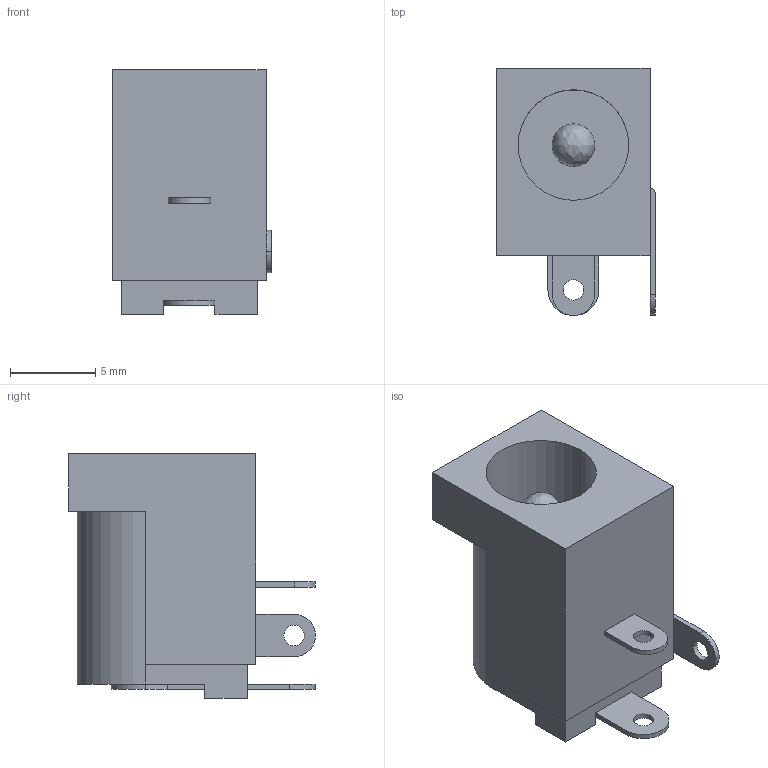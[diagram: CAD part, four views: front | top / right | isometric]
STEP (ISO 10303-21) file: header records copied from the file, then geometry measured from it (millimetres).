
FILE_DESCRIPTION (( 'STEP AP214' ), '1' );
FILE_NAME ('User Library-DS-261A.STEP', '2017-12-28T11:27:44', ( '' ), ( '' ), 'SwSTEP 2.0', 'SolidWorks 2018', '' );
FILE_SCHEMA (( 'AUTOMOTIVE_DESIGN' ));
Length unit declared in the file: millimetre
Products named in the file (1): User Library-DS-261A
Bounding box: 9.3 x 14.5 x 14.4 mm (x, y, z)
Volume: 907.1 mm3; surface area: 1118.9 mm2
Topology: 5 solids, 5 shells, 54 faces, 129 edges, 84 vertices
Faces by surface type: plane 34, cylinder 19, bspline 1
Entity records: 2240 total; most frequent: CARTESIAN_POINT 281, DIRECTION 273, ORIENTED_EDGE 254, EDGE_CURVE 127, AXIS2_PLACEMENT_3D 92, LINE 89, VECTOR 89, VERTEX_POINT 84
